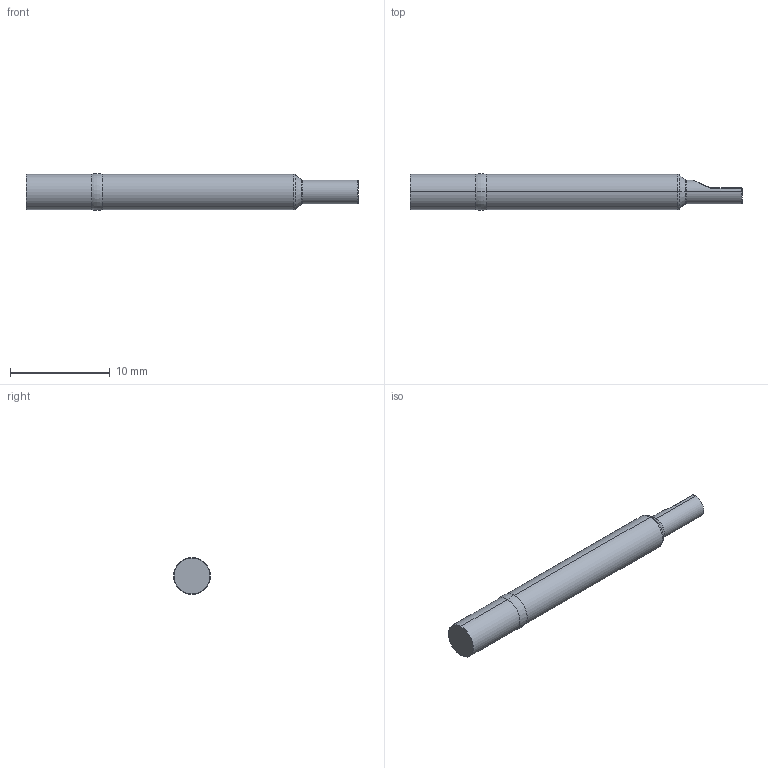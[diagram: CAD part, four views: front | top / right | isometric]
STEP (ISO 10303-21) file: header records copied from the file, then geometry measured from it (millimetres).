
FILE_DESCRIPTION (( 'STEP AP214' ), '1' );
FILE_NAME ('187-SD_250.STEP', '2014-07-11T17:24:38', ( 'spare' ), ( '' ), 'SwSTEP 2.0', 'SolidWorks 2014', '' );
FILE_SCHEMA (( 'AUTOMOTIVE_DESIGN' ));
Length unit declared in the file: inch
Products named in the file (1): 187-SD_250
Bounding box: 33.27 x 3.68 x 3.71 mm (x, y, z)
Volume: 286 mm3; surface area: 380.1 mm2
Topology: 1 solids, 2 shells, 53 faces, 117 edges, 60 vertices
Faces by surface type: torus 17, cylinder 16, bspline 8, cone 6, plane 4, sphere 2
Entity records: 1722 total; most frequent: CARTESIAN_POINT 589, DIRECTION 252, ORIENTED_EDGE 218, AXIS2_PLACEMENT_3D 113, EDGE_CURVE 109, CIRCLE 67, VERTEX_POINT 60, FACE_OUTER_BOUND 53
